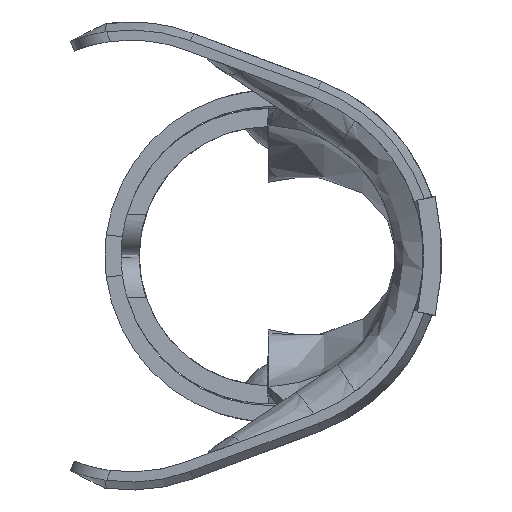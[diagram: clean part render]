
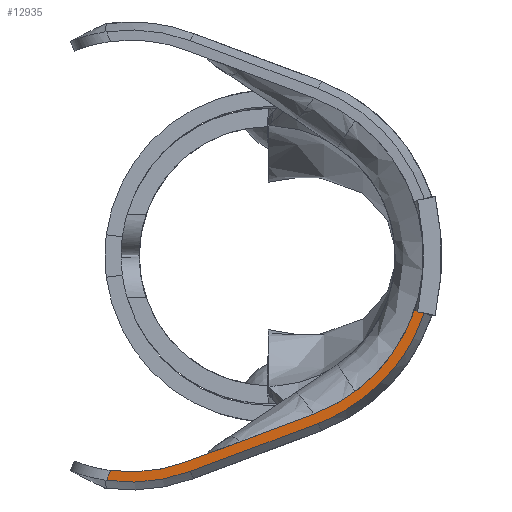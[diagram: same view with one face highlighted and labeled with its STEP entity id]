
A CAD part, left-side view. The second image highlights one B-rep face of the part: STEP entity #12935.
In plain terms, the highlighted planar face has unit normal (-0.996, 0.087, 0).
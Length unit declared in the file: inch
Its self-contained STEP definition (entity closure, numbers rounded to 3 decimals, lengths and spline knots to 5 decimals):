
#334 = B_SPLINE_CURVE_WITH_KNOTS ( 'NONE', 3,
 ( #19219, #2503, #9936, #17359 ),
 .UNSPECIFIED., .F., .F.,
 ( 4, 4 ),
 ( 0., 0.00212 ),
 .UNSPECIFIED. ) ;
#2503 = CARTESIAN_POINT ( 'NONE',  ( 0.02409, 0.10429, -0.22295 ) ) ;
#2550 = VERTEX_POINT ( 'NONE', #9735 ) ;
#2697 = LINE ( 'NONE', #10144, #24074 ) ;
#2937 = DIRECTION ( 'NONE',  ( 0.032, 0.366, -0.93 ) ) ;
#2960 = ORIENTED_EDGE ( 'NONE', *, *, #19987, .F. ) ;
#3011 = CARTESIAN_POINT ( 'NONE',  ( 0.01075, -0.04808, -0.16597 ) ) ;
#3084 = CARTESIAN_POINT ( 'NONE',  ( 0.02645, 0.1313, -0.21553 ) ) ;
#3128 = CARTESIAN_POINT ( 'NONE',  ( 0.00318, -0.13467, -0.13359 ) ) ;
#3385 = CARTESIAN_POINT ( 'NONE',  ( 0.00234, -0.14428, -0.05326 ) ) ;
#3750 = DIRECTION ( 'NONE',  ( 0.087, 0.996, 0. ) ) ;
#3784 = CARTESIAN_POINT ( 'NONE',  ( 0.02214, 0.08206, -0.20374 ) ) ;
#4357 = CARTESIAN_POINT ( 'NONE',  ( 0.02899, 0.16041, -0.22187 ) ) ;
#4827 = CARTESIAN_POINT ( 'NONE',  ( 0.00266, -0.14055, -0.08842 ) ) ;
#5210 = CARTESIAN_POINT ( 'NONE',  ( 0.01107, -0.04449, -0.15642 ) ) ;
#5575 = PLANE ( 'NONE',  #11610 ) ;
#5702 = VECTOR ( 'NONE', #2937, 39.37008 ) ;
#5851 = CARTESIAN_POINT ( 'NONE',  ( 0.02866, 0.15658, -0.21212 ) ) ;
#6015 =( BOUNDED_CURVE ( )  B_SPLINE_CURVE ( 3, ( #5210, #12713, #20143, #3385 ),
 .UNSPECIFIED., .F., .F. ) 
 B_SPLINE_CURVE_WITH_KNOTS ( ( 4, 4 ),
 ( 5.07023, 5.9586 ),
 .UNSPECIFIED. ) 
 CURVE ( )  GEOMETRIC_REPRESENTATION_ITEM ( )  RATIONAL_B_SPLINE_CURVE ( ( 1., 0.935, 0.935, 1. ) ) 
 REPRESENTATION_ITEM ( '' )  );
#7045 = EDGE_LOOP ( 'NONE', ( #10870, #8630, #23673, #22648, #9801, #15477, #2960, #16221 ) ) ;
#7086 = CARTESIAN_POINT ( 'NONE',  ( 0.02183, 0.07847, -0.21329 ) ) ;
#7142 = EDGE_CURVE ( 'NONE', #20853, #2550, #9814, .T. ) ;
#7412 = VERTEX_POINT ( 'NONE', #12656 ) ;
#8094 = EDGE_CURVE ( 'NONE', #8754, #15739, #17093, .T. ) ;
#8108 = CARTESIAN_POINT ( 'NONE',  ( 0.015, 0.00041, -0.17321 ) ) ;
#8630 = ORIENTED_EDGE ( 'NONE', *, *, #11189, .F. ) ;
#8754 = VERTEX_POINT ( 'NONE', #5851 ) ;
#9735 = CARTESIAN_POINT ( 'NONE',  ( 0.01075, -0.04808, -0.16597 ) ) ;
#9801 = ORIENTED_EDGE ( 'NONE', *, *, #13282, .T. ) ;
#9814 = B_SPLINE_CURVE_WITH_KNOTS ( 'NONE', 3,
 ( #14183, #21603, #4827, #12327, #19736, #3011 ),
 .UNSPECIFIED., .F., .F.,
 ( 4, 2, 4 ),
 ( 0.00145, 0.00271, 0.00543 ),
 .UNSPECIFIED. ) ;
#9936 = CARTESIAN_POINT ( 'NONE',  ( 0.0266, 0.13302, -0.22598 ) ) ;
#10144 = CARTESIAN_POINT ( 'NONE',  ( -0.00445, -0.22181, -0.07935 ) ) ;
#10165 = EDGE_CURVE ( 'NONE', #15739, #7412, #19258, .T. ) ;
#10291 = CARTESIAN_POINT ( 'NONE',  ( 0.00151, -0.15369, -0.05643 ) ) ;
#10548 = CARTESIAN_POINT ( 'NONE',  ( 0.02423, 0.10595, -0.21268 ) ) ;
#10588 = DIRECTION ( 'NONE',  ( 0.082, 0.934, -0.349 ) ) ;
#10870 = ORIENTED_EDGE ( 'NONE', *, *, #11075, .F. ) ;
#11075 = EDGE_CURVE ( 'NONE', #19626, #20853, #2697, .T. ) ;
#11189 = EDGE_CURVE ( 'NONE', #7412, #19626, #6015, .T. ) ;
#11610 = AXIS2_PLACEMENT_3D ( 'NONE', #13092, #20525, #3750 ) ;
#11802 = VERTEX_POINT ( 'NONE', #7086 ) ;
#12070 = VECTOR ( 'NONE', #10588, 39.37008 ) ;
#12250 = LINE ( 'NONE', #19659, #5702 ) ;
#12327 = CARTESIAN_POINT ( 'NONE',  ( 0.00544, -0.10885, -0.13311 ) ) ;
#12656 = CARTESIAN_POINT ( 'NONE',  ( 0.01107, -0.04449, -0.15642 ) ) ;
#12713 = CARTESIAN_POINT ( 'NONE',  ( 0.00688, -0.0924, -0.13851 ) ) ;
#12935 = ADVANCED_FACE ( 'NONE', ( #22343 ), #5575, .F. ) ;
#13092 = CARTESIAN_POINT ( 'NONE',  ( 0., -0.171, -0.2315 ) ) ;
#13282 = EDGE_CURVE ( 'NONE', #8754, #19902, #12250, .T. ) ;
#13668 = VECTOR ( 'NONE', #15619, 39.37008 ) ;
#14183 = CARTESIAN_POINT ( 'NONE',  ( 0.00151, -0.15369, -0.05643 ) ) ;
#15159 = CARTESIAN_POINT ( 'NONE',  ( 0.00234, -0.14428, -0.05326 ) ) ;
#15477 = ORIENTED_EDGE ( 'NONE', *, *, #17837, .F. ) ;
#15619 = DIRECTION ( 'NONE',  ( -0.082, -0.934, 0.349 ) ) ;
#15739 = VERTEX_POINT ( 'NONE', #3784 ) ;
#16221 = ORIENTED_EDGE ( 'NONE', *, *, #7142, .F. ) ;
#17093 =( BOUNDED_CURVE ( )  B_SPLINE_CURVE ( 3, ( #19812, #3084, #10548, #17987 ),
 .UNSPECIFIED., .F., .F. ) 
 B_SPLINE_CURVE_WITH_KNOTS ( ( 4, 4 ),
 ( 4.57838, 5.07023 ),
 .UNSPECIFIED. ) 
 CURVE ( )  GEOMETRIC_REPRESENTATION_ITEM ( )  RATIONAL_B_SPLINE_CURVE ( ( 1., 0.98, 0.98, 1. ) ) 
 REPRESENTATION_ITEM ( '' )  );
#17359 = CARTESIAN_POINT ( 'NONE',  ( 0.02899, 0.16041, -0.22187 ) ) ;
#17580 = DIRECTION ( 'NONE',  ( -0.083, -0.945, -0.318 ) ) ;
#17837 = EDGE_CURVE ( 'NONE', #11802, #19902, #334, .T. ) ;
#17987 = CARTESIAN_POINT ( 'NONE',  ( 0.02214, 0.08206, -0.20374 ) ) ;
#19219 = CARTESIAN_POINT ( 'NONE',  ( 0.02183, 0.07847, -0.21329 ) ) ;
#19258 = LINE ( 'NONE', #8108, #13668 ) ;
#19626 = VERTEX_POINT ( 'NONE', #15159 ) ;
#19659 = CARTESIAN_POINT ( 'NONE',  ( 0.02537, 0.11894, -0.1165 ) ) ;
#19736 = CARTESIAN_POINT ( 'NONE',  ( 0.00819, -0.07742, -0.155 ) ) ;
#19812 = CARTESIAN_POINT ( 'NONE',  ( 0.02866, 0.15658, -0.21212 ) ) ;
#19856 = LINE ( 'NONE', #3128, #12070 ) ;
#19902 = VERTEX_POINT ( 'NONE', #4357 ) ;
#19987 = EDGE_CURVE ( 'NONE', #2550, #11802, #19856, .T. ) ;
#20143 = CARTESIAN_POINT ( 'NONE',  ( 0.00376, -0.12797, -0.10174 ) ) ;
#20525 = DIRECTION ( 'NONE',  ( 0.996, -0.087, 0. ) ) ;
#20853 = VERTEX_POINT ( 'NONE', #10291 ) ;
#21603 = CARTESIAN_POINT ( 'NONE',  ( 0.00199, -0.14828, -0.07262 ) ) ;
#22343 = FACE_OUTER_BOUND ( 'NONE', #7045, .T. ) ;
#22648 = ORIENTED_EDGE ( 'NONE', *, *, #8094, .F. ) ;
#23673 = ORIENTED_EDGE ( 'NONE', *, *, #10165, .F. ) ;
#24074 = VECTOR ( 'NONE', #17580, 39.37008 ) ;
